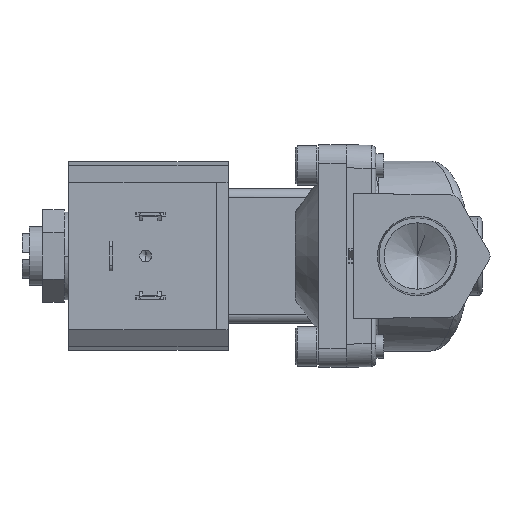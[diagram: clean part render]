
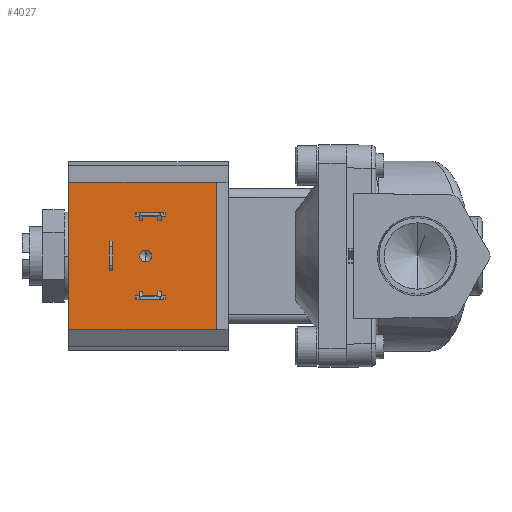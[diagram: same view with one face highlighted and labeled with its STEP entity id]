
A CAD part, left-side view. The second image highlights one B-rep face of the part: STEP entity #4027.
In plain terms, the highlighted planar face has unit normal (-1, 0, 0).
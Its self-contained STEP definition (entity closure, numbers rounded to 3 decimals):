
#317 = CARTESIAN_POINT ( 'NONE',  ( -8.443, 59.79, 15.875 ) ) ;
#565 = DIRECTION ( 'NONE',  ( 0., 0., 1. ) ) ;
#573 = CARTESIAN_POINT ( 'NONE',  ( -8.443, 45.414, -9.423 ) ) ;
#776 = EDGE_LOOP ( 'NONE', ( #10001, #933, #2713, #6372 ) ) ;
#784 = LINE ( 'NONE', #7376, #4941 ) ;
#903 = CARTESIAN_POINT ( 'NONE',  ( -8.443, 43.265, 0. ) ) ;
#933 = ORIENTED_EDGE ( 'NONE', *, *, #6699, .F. ) ;
#959 = LINE ( 'NONE', #9883, #11582 ) ;
#984 = VECTOR ( 'NONE', #13592, 1000. ) ;
#990 = CARTESIAN_POINT ( 'NONE',  ( -8.443, 39.064, -8.611 ) ) ;
#996 = LINE ( 'NONE', #7335, #11368 ) ;
#1007 = VERTEX_POINT ( 'NONE', #317 ) ;
#1216 = LINE ( 'NONE', #5217, #15920 ) ;
#1220 = AXIS2_PLACEMENT_3D ( 'NONE', #903, #4422, #565 ) ;
#1544 = DIRECTION ( 'NONE',  ( 0., 0., 1. ) ) ;
#2457 = DIRECTION ( 'NONE',  ( 0., 0., -1. ) ) ;
#2559 = CIRCLE ( 'NONE', #16173, 1.264 ) ;
#2573 = CARTESIAN_POINT ( 'NONE',  ( -8.443, 59.79, -15.875 ) ) ;
#2642 = CARTESIAN_POINT ( 'NONE',  ( -8.443, 39.064, -9.423 ) ) ;
#2713 = ORIENTED_EDGE ( 'NONE', *, *, #8246, .T. ) ;
#2725 = ORIENTED_EDGE ( 'NONE', *, *, #6207, .T. ) ;
#2872 = EDGE_CURVE ( 'NONE', #10745, #11205, #15140, .T. ) ;
#3026 = FACE_BOUND ( 'NONE', #9714, .T. ) ;
#3082 = DIRECTION ( 'NONE',  ( 0., 0., 1. ) ) ;
#3131 = ORIENTED_EDGE ( 'NONE', *, *, #2872, .T. ) ;
#3200 = DIRECTION ( 'NONE',  ( -1., 0., 0. ) ) ;
#3412 = CARTESIAN_POINT ( 'NONE',  ( -8.443, 50.316, -3.213 ) ) ;
#3590 = VECTOR ( 'NONE', #2457, 1000. ) ;
#3733 = DIRECTION ( 'NONE',  ( 0., 0., -1. ) ) ;
#3773 = DIRECTION ( 'NONE',  ( 0., -1., 0. ) ) ;
#3813 = LINE ( 'NONE', #2573, #5443 ) ;
#4027 = ADVANCED_FACE ( 'NONE', ( #6947, #14648, #3026, #15812, #4368 ), #9621, .T. ) ;
#4368 = FACE_OUTER_BOUND ( 'NONE', #11344, .T. ) ;
#4419 = LINE ( 'NONE', #3412, #14282 ) ;
#4422 = DIRECTION ( 'NONE',  ( -1., 0., 0. ) ) ;
#4468 = CARTESIAN_POINT ( 'NONE',  ( -8.443, 28.04, -15.875 ) ) ;
#4658 = VECTOR ( 'NONE', #6262, 1000. ) ;
#4675 = ORIENTED_EDGE ( 'NONE', *, *, #11988, .F. ) ;
#4731 = CARTESIAN_POINT ( 'NONE',  ( -8.443, 45.414, -9.423 ) ) ;
#4941 = VECTOR ( 'NONE', #11213, 1000. ) ;
#5043 = EDGE_CURVE ( 'NONE', #11490, #1007, #3813, .T. ) ;
#5217 = CARTESIAN_POINT ( 'NONE',  ( -8.443, 45.414, 9.423 ) ) ;
#5224 = VERTEX_POINT ( 'NONE', #10737 ) ;
#5256 = CARTESIAN_POINT ( 'NONE',  ( -8.443, 39.064, 9.423 ) ) ;
#5288 = CARTESIAN_POINT ( 'NONE',  ( -8.443, 39.064, -9.423 ) ) ;
#5443 = VECTOR ( 'NONE', #11578, 1000. ) ;
#5470 = VECTOR ( 'NONE', #11712, 1000. ) ;
#5498 = CARTESIAN_POINT ( 'NONE',  ( -8.443, 28.04, -15.875 ) ) ;
#5499 = EDGE_CURVE ( 'NONE', #11355, #13085, #2559, .T. ) ;
#5516 = VECTOR ( 'NONE', #14081, 1000. ) ;
#5846 = ORIENTED_EDGE ( 'NONE', *, *, #11449, .F. ) ;
#5909 = ORIENTED_EDGE ( 'NONE', *, *, #16015, .F. ) ;
#5947 = DIRECTION ( 'NONE',  ( 0., 0., 1. ) ) ;
#6051 = DIRECTION ( 'NONE',  ( 0., 1., 0. ) ) ;
#6207 = EDGE_CURVE ( 'NONE', #14655, #7505, #1216, .T. ) ;
#6262 = DIRECTION ( 'NONE',  ( 0., -1., 0. ) ) ;
#6287 = LINE ( 'NONE', #9956, #13982 ) ;
#6372 = ORIENTED_EDGE ( 'NONE', *, *, #11737, .T. ) ;
#6376 = VERTEX_POINT ( 'NONE', #15823 ) ;
#6382 = VERTEX_POINT ( 'NONE', #8293 ) ;
#6389 = EDGE_CURVE ( 'NONE', #7960, #16177, #10817, .T. ) ;
#6406 = EDGE_CURVE ( 'NONE', #6382, #8943, #784, .T. ) ;
#6437 = CARTESIAN_POINT ( 'NONE',  ( -8.443, 43.265, -1.264 ) ) ;
#6687 = VERTEX_POINT ( 'NONE', #573 ) ;
#6699 = EDGE_CURVE ( 'NONE', #6376, #5224, #14788, .T. ) ;
#6821 = CARTESIAN_POINT ( 'NONE',  ( -8.443, 28.04, -15.875 ) ) ;
#6947 = FACE_BOUND ( 'NONE', #15362, .T. ) ;
#7115 = DIRECTION ( 'NONE',  ( -1., 0., 0. ) ) ;
#7335 = CARTESIAN_POINT ( 'NONE',  ( -8.443, 39.064, 9.423 ) ) ;
#7376 = CARTESIAN_POINT ( 'NONE',  ( -8.443, 45.414, 8.611 ) ) ;
#7505 = VERTEX_POINT ( 'NONE', #5256 ) ;
#7714 = EDGE_CURVE ( 'NONE', #7505, #8943, #996, .T. ) ;
#7825 = LINE ( 'NONE', #5498, #14513 ) ;
#7870 = VECTOR ( 'NONE', #1544, 1000. ) ;
#7960 = VERTEX_POINT ( 'NONE', #6821 ) ;
#8030 = EDGE_CURVE ( 'NONE', #6687, #16360, #12407, .T. ) ;
#8113 = CIRCLE ( 'NONE', #1220, 1.264 ) ;
#8246 = EDGE_CURVE ( 'NONE', #6376, #14786, #8967, .T. ) ;
#8278 = CARTESIAN_POINT ( 'NONE',  ( -8.443, 45.414, 9.423 ) ) ;
#8293 = CARTESIAN_POINT ( 'NONE',  ( -8.443, 45.414, 8.611 ) ) ;
#8433 = CARTESIAN_POINT ( 'NONE',  ( -8.443, 51.129, -3.213 ) ) ;
#8495 = CARTESIAN_POINT ( 'NONE',  ( -8.443, 28.04, 15.875 ) ) ;
#8536 = CARTESIAN_POINT ( 'NONE',  ( -8.443, 45.414, -8.611 ) ) ;
#8664 = ORIENTED_EDGE ( 'NONE', *, *, #14263, .T. ) ;
#8877 = CARTESIAN_POINT ( 'NONE',  ( -8.443, 45.414, 9.423 ) ) ;
#8943 = VERTEX_POINT ( 'NONE', #11348 ) ;
#8963 = LINE ( 'NONE', #5288, #12958 ) ;
#8967 = LINE ( 'NONE', #15324, #5516 ) ;
#9006 = CARTESIAN_POINT ( 'NONE',  ( -8.443, 51.129, 3.213 ) ) ;
#9523 = ORIENTED_EDGE ( 'NONE', *, *, #13016, .T. ) ;
#9621 = PLANE ( 'NONE',  #12936 ) ;
#9714 = EDGE_LOOP ( 'NONE', ( #9994, #16430, #13447, #2725 ) ) ;
#9817 = CARTESIAN_POINT ( 'NONE',  ( -8.443, 43.265, 1.264 ) ) ;
#9883 = CARTESIAN_POINT ( 'NONE',  ( -8.443, 28.04, 15.875 ) ) ;
#9956 = CARTESIAN_POINT ( 'NONE',  ( -8.443, 45.414, -9.423 ) ) ;
#9994 = ORIENTED_EDGE ( 'NONE', *, *, #7714, .T. ) ;
#10001 = ORIENTED_EDGE ( 'NONE', *, *, #11070, .F. ) ;
#10174 = LINE ( 'NONE', #9006, #4658 ) ;
#10309 = CARTESIAN_POINT ( 'NONE',  ( -8.443, 59.79, -15.875 ) ) ;
#10311 = ORIENTED_EDGE ( 'NONE', *, *, #8030, .F. ) ;
#10565 = ORIENTED_EDGE ( 'NONE', *, *, #5499, .F. ) ;
#10614 = CARTESIAN_POINT ( 'NONE',  ( -8.443, 51.129, 3.213 ) ) ;
#10737 = CARTESIAN_POINT ( 'NONE',  ( -8.443, 50.316, -3.213 ) ) ;
#10745 = VERTEX_POINT ( 'NONE', #16133 ) ;
#10817 = LINE ( 'NONE', #4468, #7870 ) ;
#11001 = VECTOR ( 'NONE', #3773, 1000. ) ;
#11070 = EDGE_CURVE ( 'NONE', #5224, #15426, #4419, .T. ) ;
#11164 = CARTESIAN_POINT ( 'NONE',  ( -8.443, 50.316, 3.213 ) ) ;
#11205 = VERTEX_POINT ( 'NONE', #990 ) ;
#11213 = DIRECTION ( 'NONE',  ( 0., -1., 0. ) ) ;
#11314 = LINE ( 'NONE', #8877, #3590 ) ;
#11344 = EDGE_LOOP ( 'NONE', ( #12049, #5909, #14331, #8664 ) ) ;
#11348 = CARTESIAN_POINT ( 'NONE',  ( -8.443, 39.064, 8.611 ) ) ;
#11355 = VERTEX_POINT ( 'NONE', #9817 ) ;
#11368 = VECTOR ( 'NONE', #3733, 1000. ) ;
#11449 = EDGE_CURVE ( 'NONE', #16360, #11205, #8963, .T. ) ;
#11490 = VERTEX_POINT ( 'NONE', #10309 ) ;
#11578 = DIRECTION ( 'NONE',  ( 0., 0., 1. ) ) ;
#11582 = VECTOR ( 'NONE', #6051, 1000. ) ;
#11712 = DIRECTION ( 'NONE',  ( 0., -1., 0. ) ) ;
#11737 = EDGE_CURVE ( 'NONE', #14786, #15426, #10174, .T. ) ;
#11988 = EDGE_CURVE ( 'NONE', #13085, #11355, #8113, .T. ) ;
#12037 = CARTESIAN_POINT ( 'NONE',  ( -8.443, 43.265, 0. ) ) ;
#12049 = ORIENTED_EDGE ( 'NONE', *, *, #5043, .F. ) ;
#12052 = CARTESIAN_POINT ( 'NONE',  ( -8.443, 28.04, -15.875 ) ) ;
#12407 = LINE ( 'NONE', #4731, #984 ) ;
#12538 = EDGE_CURVE ( 'NONE', #14655, #6382, #11314, .T. ) ;
#12658 = DIRECTION ( 'NONE',  ( 0., -1., 0. ) ) ;
#12936 = AXIS2_PLACEMENT_3D ( 'NONE', #12052, #3200, #5947 ) ;
#12937 = DIRECTION ( 'NONE',  ( 0., 1., 0. ) ) ;
#12958 = VECTOR ( 'NONE', #14231, 1000. ) ;
#13016 = EDGE_CURVE ( 'NONE', #6687, #10745, #6287, .T. ) ;
#13085 = VERTEX_POINT ( 'NONE', #6437 ) ;
#13447 = ORIENTED_EDGE ( 'NONE', *, *, #12538, .F. ) ;
#13562 = DIRECTION ( 'NONE',  ( 0., 0., 1. ) ) ;
#13592 = DIRECTION ( 'NONE',  ( 0., -1., 0. ) ) ;
#13982 = VECTOR ( 'NONE', #15058, 1000. ) ;
#14081 = DIRECTION ( 'NONE',  ( 0., 0., 1. ) ) ;
#14231 = DIRECTION ( 'NONE',  ( 0., 0., 1. ) ) ;
#14263 = EDGE_CURVE ( 'NONE', #16177, #1007, #959, .T. ) ;
#14280 = EDGE_LOOP ( 'NONE', ( #10565, #4675 ) ) ;
#14282 = VECTOR ( 'NONE', #3082, 1000. ) ;
#14331 = ORIENTED_EDGE ( 'NONE', *, *, #6389, .T. ) ;
#14513 = VECTOR ( 'NONE', #12937, 1000. ) ;
#14648 = FACE_BOUND ( 'NONE', #776, .T. ) ;
#14655 = VERTEX_POINT ( 'NONE', #8278 ) ;
#14786 = VERTEX_POINT ( 'NONE', #10614 ) ;
#14788 = LINE ( 'NONE', #8433, #5470 ) ;
#15058 = DIRECTION ( 'NONE',  ( 0., 0., 1. ) ) ;
#15140 = LINE ( 'NONE', #8536, #11001 ) ;
#15324 = CARTESIAN_POINT ( 'NONE',  ( -8.443, 51.129, -3.213 ) ) ;
#15362 = EDGE_LOOP ( 'NONE', ( #5846, #10311, #9523, #3131 ) ) ;
#15426 = VERTEX_POINT ( 'NONE', #11164 ) ;
#15812 = FACE_BOUND ( 'NONE', #14280, .T. ) ;
#15823 = CARTESIAN_POINT ( 'NONE',  ( -8.443, 51.129, -3.213 ) ) ;
#15920 = VECTOR ( 'NONE', #12658, 1000. ) ;
#16015 = EDGE_CURVE ( 'NONE', #7960, #11490, #7825, .T. ) ;
#16133 = CARTESIAN_POINT ( 'NONE',  ( -8.443, 45.414, -8.611 ) ) ;
#16173 = AXIS2_PLACEMENT_3D ( 'NONE', #12037, #7115, #13562 ) ;
#16177 = VERTEX_POINT ( 'NONE', #8495 ) ;
#16360 = VERTEX_POINT ( 'NONE', #2642 ) ;
#16430 = ORIENTED_EDGE ( 'NONE', *, *, #6406, .F. ) ;
